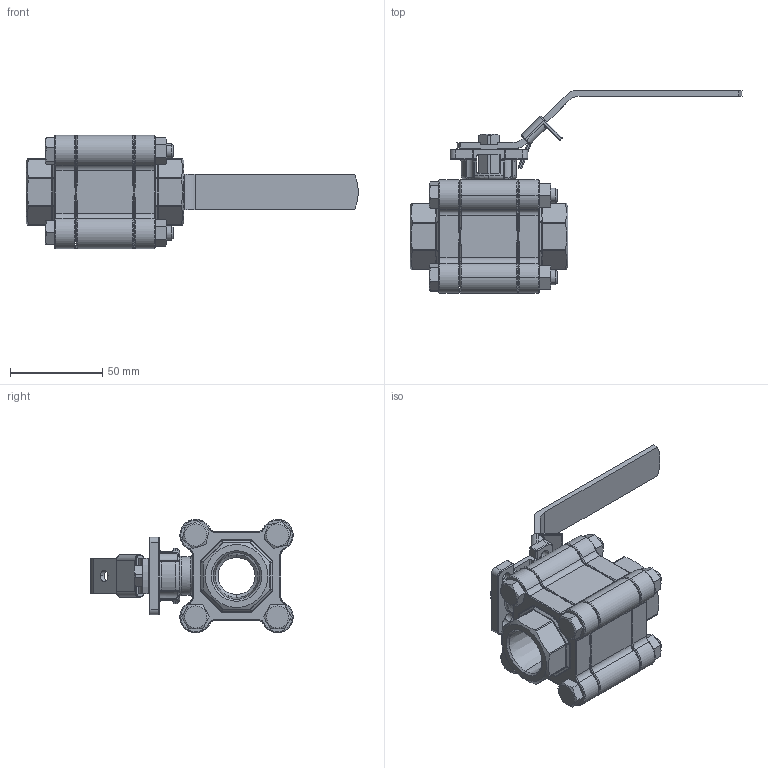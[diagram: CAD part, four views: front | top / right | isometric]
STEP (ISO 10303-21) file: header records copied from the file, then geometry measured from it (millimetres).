
FILE_DESCRIPTION (( 'STEP AP214' ), '1' );
FILE_NAME ('ZL9T50E.STEP', '2008-12-19T06:41:52', ( 'Hsu22' ), ( 'Hollings' ), 'SwSTEP 2.0', 'SolidWorks 2008', '' );
FILE_SCHEMA (( 'AUTOMOTIVE_DESIGN' ));
Length unit declared in the file: millimetre
Products named in the file (7): ZL9T50E; YNM8_預設; YSHM8-64_預設; SHA0L9T10C0_預設; SAL9T10TWDAEX0_預設; SB84T00DACN0_預設; SDDL9T10DA3_預設
Assembly tree (13 placements, depth 2):
  ZL9T50E
    YNM8_預設  x4
    SAL9T10TWDAEX0_預設
    YSHM8-64_預設  x4
    SB84T00DACN0_預設  x2
    SDDL9T10DA3_預設
    SHA0L9T10C0_預設
Bounding box: 179.62 x 109.48 x 61.3 mm (x, y, z)
Volume: 157470.4 mm3; surface area: 70952.6 mm2
Topology: 13 solids, 13 shells, 901 faces, 2163 edges, 1242 vertices
Faces by surface type: cylinder 337, plane 223, torus 123, cone 107, bspline 91, sphere 20
Entity records: 20596 total; most frequent: CARTESIAN_POINT 6126, DIRECTION 3120, ORIENTED_EDGE 2954, EDGE_CURVE 1477, AXIS2_PLACEMENT_3D 1285, VERTEX_POINT 876, CIRCLE 711, EDGE_LOOP 677
